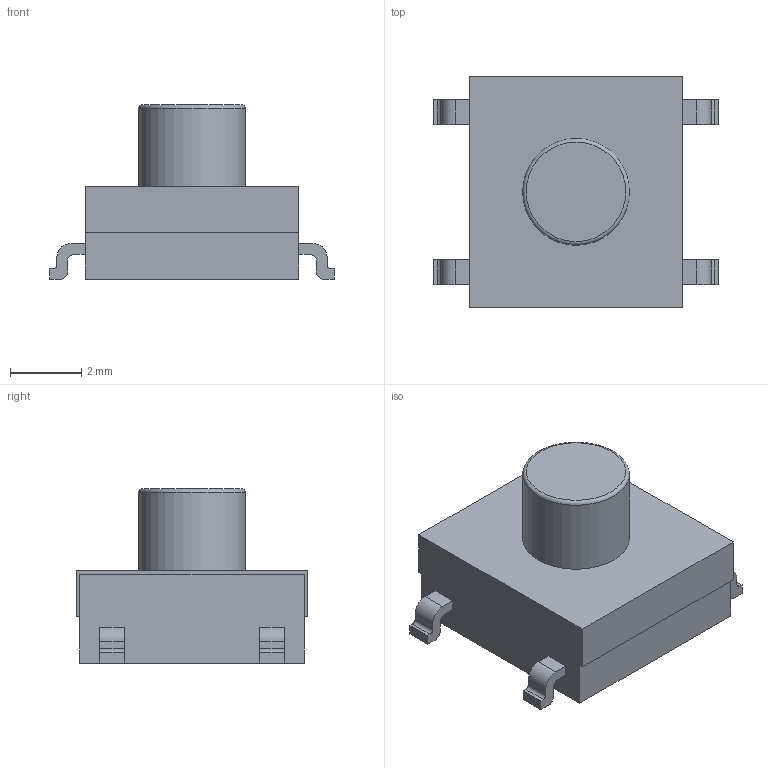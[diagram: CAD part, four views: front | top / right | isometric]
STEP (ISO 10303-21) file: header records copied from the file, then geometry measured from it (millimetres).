
FILE_DESCRIPTION(/* description */ (''),/* implementation_level */ '2;1');
FILE_NAME(/* name */ 'Omron-B3FS-2.3mm.step',/* time_stamp */ '2025-07-21T13:53:30-07:00',/* author */ (''),/* organization */ (''),/* preprocessor_version */ 'ST-DEVELOPER v20.1',/* originating_system */ 'Autodesk Translation Framework v14.10.0.0',/* authorisation */ '');
FILE_SCHEMA (('AUTOMOTIVE_DESIGN { 1 0 10303 214 3 1 1 }'));
Length unit declared in the file: millimetre
Products named in the file (1): Omron-B3FS-2.3mm
Bounding box: 8 x 6.5 x 4.9 mm (x, y, z)
Volume: 113.2 mm3; surface area: 311.3 mm2
Topology: 7 solids, 7 shells, 78 faces, 191 edges, 127 vertices
Faces by surface type: plane 58, cylinder 19, torus 1
Full cylindrical faces by diameter (mm): 3 x3
Entity records: 2329 total; most frequent: CARTESIAN_POINT 397, DIRECTION 389, ORIENTED_EDGE 382, EDGE_CURVE 191, LINE 151, VECTOR 151, VERTEX_POINT 127, AXIS2_PLACEMENT_3D 119
